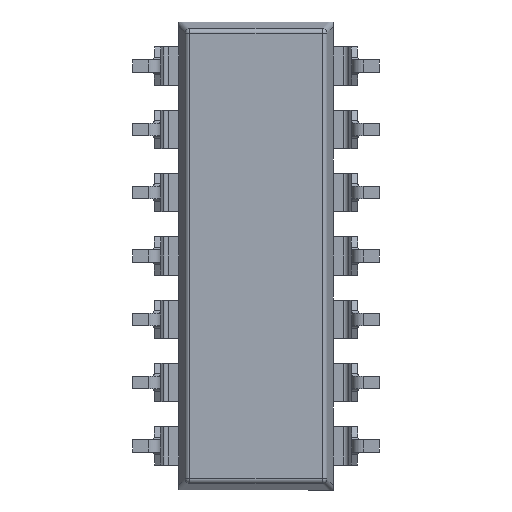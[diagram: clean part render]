
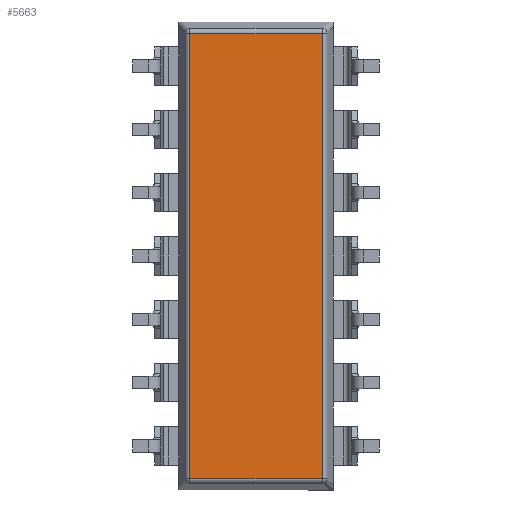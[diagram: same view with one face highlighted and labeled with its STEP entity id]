
A CAD part, front view. The second image highlights one B-rep face of the part: STEP entity #5663.
In plain terms, the highlighted planar face has unit normal (0, -1, 0).
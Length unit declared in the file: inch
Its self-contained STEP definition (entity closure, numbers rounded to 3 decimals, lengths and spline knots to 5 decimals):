
#212 = CARTESIAN_POINT ( 'NONE',  ( 0.24905, -0.00421, -0.00556 ) ) ;
#418 = VECTOR ( 'NONE', #1970, 39.37008 ) ;
#506 = CARTESIAN_POINT ( 'NONE',  ( 0.45781, -0.00421, -0.00556 ) ) ;
#610 = EDGE_LOOP ( 'NONE', ( #16427, #3453, #25876, #17095 ) ) ;
#1970 = DIRECTION ( 'NONE',  ( -1., 0., 0. ) ) ;
#2060 = FACE_OUTER_BOUND ( 'NONE', #610, .T. ) ;
#2128 = EDGE_CURVE ( 'NONE', #3844, #6493, #24981, .T. ) ;
#3453 = ORIENTED_EDGE ( 'NONE', *, *, #17720, .F. ) ;
#3687 = VERTEX_POINT ( 'NONE', #212 ) ;
#3844 = VERTEX_POINT ( 'NONE', #25669 ) ;
#4034 = EDGE_CURVE ( 'NONE', #6493, #3687, #4981, .T. ) ;
#4902 = VECTOR ( 'NONE', #17549, 39.37008 ) ;
#4981 = LINE ( 'NONE', #13107, #18917 ) ;
#5663 = ADVANCED_FACE ( 'NONE', ( #2060 ), #27190, .F. ) ;
#5893 = DIRECTION ( 'NONE',  ( 0., 0., 1. ) ) ;
#6458 = DIRECTION ( 'NONE',  ( 0., 1., 0. ) ) ;
#6493 = VERTEX_POINT ( 'NONE', #506 ) ;
#6518 = EDGE_CURVE ( 'NONE', #3687, #24189, #21422, .T. ) ;
#8350 = CARTESIAN_POINT ( 'NONE',  ( 0.24612, -0.00421, -0.40758 ) ) ;
#9247 = CARTESIAN_POINT ( 'NONE',  ( 0.24905, -0.00421, -0.70959 ) ) ;
#9949 = CARTESIAN_POINT ( 'NONE',  ( 0.45781, -0.00421, -0.70959 ) ) ;
#10000 = CARTESIAN_POINT ( 'NONE',  ( 0.45781, -0.00421, -0.20959 ) ) ;
#13107 = CARTESIAN_POINT ( 'NONE',  ( 0.45781, -0.00421, -0.00556 ) ) ;
#13706 = AXIS2_PLACEMENT_3D ( 'NONE', #8350, #6458, #22817 ) ;
#16427 = ORIENTED_EDGE ( 'NONE', *, *, #6518, .T. ) ;
#17095 = ORIENTED_EDGE ( 'NONE', *, *, #4034, .T. ) ;
#17293 = CARTESIAN_POINT ( 'NONE',  ( 0.24905, -0.00421, -0.00556 ) ) ;
#17549 = DIRECTION ( 'NONE',  ( 0., 0., -1. ) ) ;
#17720 = EDGE_CURVE ( 'NONE', #3844, #24189, #26721, .T. ) ;
#18746 = VECTOR ( 'NONE', #5893, 39.37008 ) ;
#18917 = VECTOR ( 'NONE', #19573, 39.37008 ) ;
#19573 = DIRECTION ( 'NONE',  ( -1., 0., 0. ) ) ;
#21422 = LINE ( 'NONE', #17293, #4902 ) ;
#22817 = DIRECTION ( 'NONE',  ( 0., 0., 1. ) ) ;
#24189 = VERTEX_POINT ( 'NONE', #9247 ) ;
#24981 = LINE ( 'NONE', #10000, #18746 ) ;
#25669 = CARTESIAN_POINT ( 'NONE',  ( 0.45781, -0.00421, -0.70959 ) ) ;
#25876 = ORIENTED_EDGE ( 'NONE', *, *, #2128, .T. ) ;
#26721 = LINE ( 'NONE', #9949, #418 ) ;
#27190 = PLANE ( 'NONE',  #13706 ) ;
